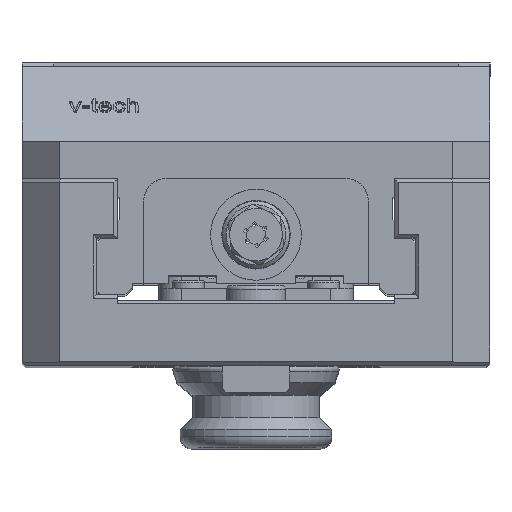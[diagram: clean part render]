
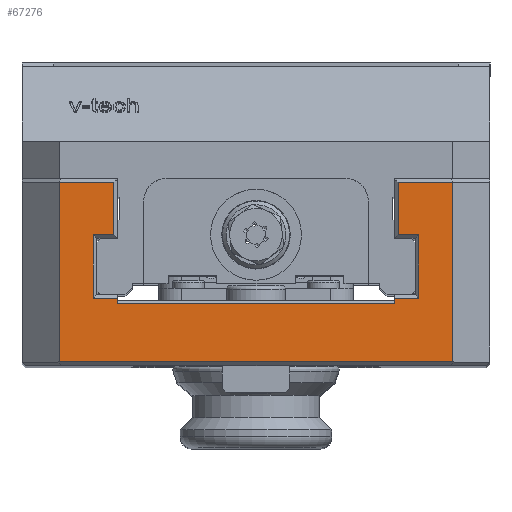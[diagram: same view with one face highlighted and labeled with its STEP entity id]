
A CAD part, top view. The second image highlights one B-rep face of the part: STEP entity #67276.
In plain terms, the highlighted planar face has unit normal (0, 0, 1).
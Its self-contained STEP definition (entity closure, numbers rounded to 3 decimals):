
#5055=PLANE('',#70948);
#7993=FACE_OUTER_BOUND('',#11660,.T.);
#11660=EDGE_LOOP('',(#52520,#52521,#52522,#52523,#52524,#52525,#52526,#52527,
#52528,#52529,#52530,#52531,#52532,#52533,#52534,#52535));
#13882=LINE('',#90254,#20107);
#17365=LINE('',#107536,#23590);
#17368=LINE('',#107542,#23593);
#17371=LINE('',#107548,#23596);
#17372=LINE('',#107551,#23597);
#17375=LINE('',#107557,#23600);
#17379=LINE('',#107565,#23604);
#17386=LINE('',#107578,#23611);
#17390=LINE('',#107586,#23615);
#17392=LINE('',#107591,#23617);
#17397=LINE('',#107600,#23622);
#17417=LINE('',#107640,#23642);
#17463=LINE('',#107748,#23688);
#17473=LINE('',#107767,#23698);
#17474=LINE('',#107768,#23699);
#17475=LINE('',#107769,#23700);
#20107=VECTOR('',#75116,10.);
#23590=VECTOR('',#80813,10.);
#23593=VECTOR('',#80818,10.);
#23596=VECTOR('',#80823,10.);
#23597=VECTOR('',#80826,10.);
#23600=VECTOR('',#80831,10.);
#23604=VECTOR('',#80837,10.);
#23611=VECTOR('',#80846,10.);
#23615=VECTOR('',#80852,10.);
#23617=VECTOR('',#80856,10.);
#23622=VECTOR('',#80863,10.);
#23642=VECTOR('',#80893,10.);
#23688=VECTOR('',#80993,10.);
#23698=VECTOR('',#81009,10.);
#23699=VECTOR('',#81010,10.);
#23700=VECTOR('',#81011,10.);
#27675=VERTEX_POINT('',#90251);
#27676=VERTEX_POINT('',#90253);
#30847=VERTEX_POINT('',#107528);
#30850=VERTEX_POINT('',#107534);
#30852=VERTEX_POINT('',#107540);
#30854=VERTEX_POINT('',#107546);
#30855=VERTEX_POINT('',#107550);
#30857=VERTEX_POINT('',#107556);
#30859=VERTEX_POINT('',#107562);
#30863=VERTEX_POINT('',#107571);
#30867=VERTEX_POINT('',#107581);
#30869=VERTEX_POINT('',#107588);
#30873=VERTEX_POINT('',#107598);
#30888=VERTEX_POINT('',#107638);
#30923=VERTEX_POINT('',#107747);
#30929=VERTEX_POINT('',#107766);
#34226=EDGE_CURVE('',#27676,#27675,#13882,.T.);
#38918=EDGE_CURVE('',#30850,#30847,#17365,.T.);
#38921=EDGE_CURVE('',#30852,#30850,#17368,.T.);
#38924=EDGE_CURVE('',#30854,#30852,#17371,.T.);
#38925=EDGE_CURVE('',#30855,#27675,#17372,.T.);
#38928=EDGE_CURVE('',#30857,#30855,#17375,.T.);
#38932=EDGE_CURVE('',#30859,#30857,#17379,.T.);
#38939=EDGE_CURVE('',#30847,#30863,#17386,.T.);
#38943=EDGE_CURVE('',#30863,#30867,#17390,.T.);
#38945=EDGE_CURVE('',#30869,#30859,#17392,.T.);
#38950=EDGE_CURVE('',#30873,#30869,#17397,.T.);
#38970=EDGE_CURVE('',#30854,#30888,#17417,.T.);
#39024=EDGE_CURVE('',#30867,#30923,#17463,.T.);
#39034=EDGE_CURVE('',#30929,#30873,#17473,.T.);
#39035=EDGE_CURVE('',#30923,#30929,#17474,.T.);
#39036=EDGE_CURVE('',#27676,#30888,#17475,.T.);
#52520=ORIENTED_EDGE('',*,*,#34226,.T.);
#52521=ORIENTED_EDGE('',*,*,#38925,.F.);
#52522=ORIENTED_EDGE('',*,*,#38928,.F.);
#52523=ORIENTED_EDGE('',*,*,#38932,.F.);
#52524=ORIENTED_EDGE('',*,*,#38945,.F.);
#52525=ORIENTED_EDGE('',*,*,#38950,.F.);
#52526=ORIENTED_EDGE('',*,*,#39034,.F.);
#52527=ORIENTED_EDGE('',*,*,#39035,.F.);
#52528=ORIENTED_EDGE('',*,*,#39024,.F.);
#52529=ORIENTED_EDGE('',*,*,#38943,.F.);
#52530=ORIENTED_EDGE('',*,*,#38939,.F.);
#52531=ORIENTED_EDGE('',*,*,#38918,.F.);
#52532=ORIENTED_EDGE('',*,*,#38921,.F.);
#52533=ORIENTED_EDGE('',*,*,#38924,.F.);
#52534=ORIENTED_EDGE('',*,*,#38970,.T.);
#52535=ORIENTED_EDGE('',*,*,#39036,.F.);
#67276=ADVANCED_FACE('',(#7993),#5055,.T.);
#70948=AXIS2_PLACEMENT_3D('',#107765,#81007,#81008);
#75116=DIRECTION('',(0.,1.,0.));
#80813=DIRECTION('',(-1.,0.,0.));
#80818=DIRECTION('',(0.,1.,0.));
#80823=DIRECTION('',(1.,0.,0.));
#80826=DIRECTION('',(1.,0.,0.));
#80831=DIRECTION('',(0.,-1.,0.));
#80837=DIRECTION('',(-1.,0.,0.));
#80846=DIRECTION('',(0.,1.,0.));
#80852=DIRECTION('',(1.,0.,0.));
#80856=DIRECTION('',(0.,-1.,0.));
#80863=DIRECTION('',(1.,0.,0.));
#80893=DIRECTION('',(0.,-1.,0.));
#80993=DIRECTION('',(0.,-1.,0.));
#81007=DIRECTION('center_axis',(0.,0.,
1.));
#81008=DIRECTION('ref_axis',(1.,0.,0.));
#81009=DIRECTION('',(0.,1.,0.));
#81010=DIRECTION('',(-1.,0.,0.));
#81011=DIRECTION('',(1.,0.,0.));
#90251=CARTESIAN_POINT('',(-37.,18.,170.));
#90253=CARTESIAN_POINT('',(-37.,16.5,170.));
#90254=CARTESIAN_POINT('',(-37.,17.5,170.));
#107528=CARTESIAN_POINT('',(38.,35.,170.));
#107534=CARTESIAN_POINT('',(43.5,35.,170.));
#107536=CARTESIAN_POINT('',(18.5,35.,170.));
#107540=CARTESIAN_POINT('',(43.5,18.,170.));
#107542=CARTESIAN_POINT('',(43.5,27.437,170.));
#107546=CARTESIAN_POINT('',(37.,18.,170.));
#107548=CARTESIAN_POINT('',(21.25,18.,170.));
#107550=CARTESIAN_POINT('',(-43.5,18.,170.));
#107551=CARTESIAN_POINT('',(-18.5,18.,170.));
#107556=CARTESIAN_POINT('',(-43.5,35.,170.));
#107557=CARTESIAN_POINT('',(-43.5,19.937,170.));
#107562=CARTESIAN_POINT('',(-38.,35.,170.));
#107565=CARTESIAN_POINT('',(-21.25,35.,170.));
#107571=CARTESIAN_POINT('',(38.,49.,170.));
#107578=CARTESIAN_POINT('',(38.,35.437,170.));
#107581=CARTESIAN_POINT('',(52.5,49.,170.));
#107586=CARTESIAN_POINT('',(31.25,49.,170.));
#107588=CARTESIAN_POINT('',(-38.,49.,170.));
#107591=CARTESIAN_POINT('',(-38.,27.437,170.));
#107598=CARTESIAN_POINT('',(-52.5,49.,170.));
#107600=CARTESIAN_POINT('',(-18.5,49.,170.));
#107638=CARTESIAN_POINT('',(37.,16.5,170.));
#107640=CARTESIAN_POINT('',(37.,19.,170.));
#107747=CARTESIAN_POINT('',(52.5,1.,170.));
#107748=CARTESIAN_POINT('',(52.5,10.437,170.));
#107765=CARTESIAN_POINT('Origin',(0.,20.874,
170.));
#107766=CARTESIAN_POINT('',(-52.5,1.,170.));
#107767=CARTESIAN_POINT('',(-52.5,35.437,170.));
#107768=CARTESIAN_POINT('',(-31.25,1.,170.));
#107769=CARTESIAN_POINT('',(18.5,16.5,170.));
